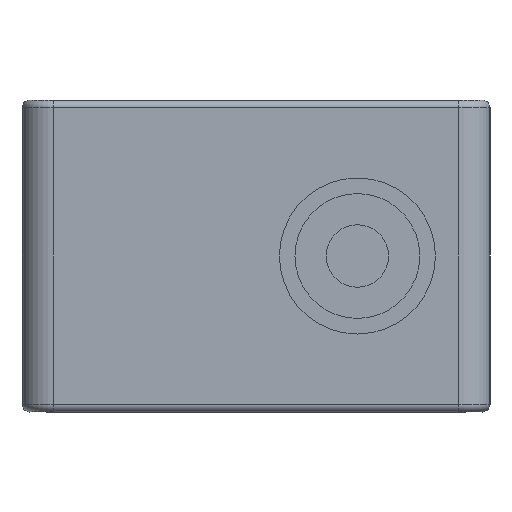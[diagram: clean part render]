
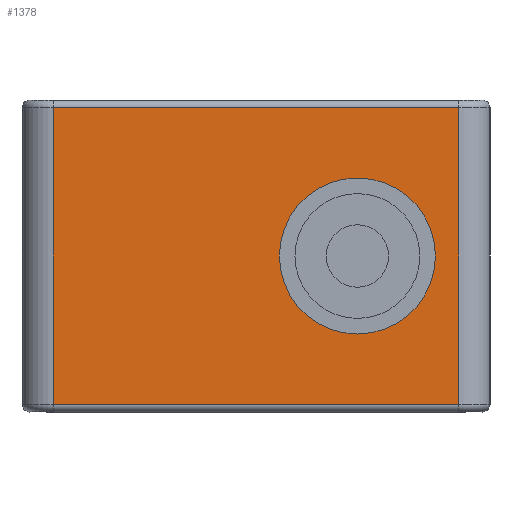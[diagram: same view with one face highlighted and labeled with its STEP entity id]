
A CAD part, left-side view. The second image highlights one B-rep face of the part: STEP entity #1378.
In plain terms, the highlighted planar face has unit normal (-1, 0, 0).
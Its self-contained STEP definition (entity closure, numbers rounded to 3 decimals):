
#395=DIRECTION('',(0.,-1.,0.));
#396=VECTOR('',#395,26.);
#397=CARTESIAN_POINT('',(-70.,13.,9.5));
#398=LINE('',#397,#396);
#402=DIRECTION('',(0.,0.,-1.));
#403=VECTOR('',#402,19.);
#404=CARTESIAN_POINT('',(-70.,-13.,9.5));
#405=LINE('',#404,#403);
#409=DIRECTION('',(0.,1.,0.));
#410=VECTOR('',#409,26.);
#411=CARTESIAN_POINT('',(-70.,-13.,-9.5));
#412=LINE('',#411,#410);
#416=DIRECTION('',(0.,0.,-1.));
#417=VECTOR('',#416,19.);
#418=CARTESIAN_POINT('',(-70.,13.,9.5));
#419=LINE('',#418,#417);
#423=CARTESIAN_POINT('',(-70.,-6.5,0.));
#424=DIRECTION('',(1.,0.,0.));
#425=DIRECTION('',(0.,1.,0.));
#426=AXIS2_PLACEMENT_3D('',#423,#424,#425);
#431=CARTESIAN_POINT('',(-70.,-6.5,0.));
#432=DIRECTION('',(1.,0.,0.));
#433=DIRECTION('',(0.,-1.,0.));
#434=AXIS2_PLACEMENT_3D('',#431,#432,#433);
#1001=CARTESIAN_POINT('',(-70.,13.,9.5));
#1002=CARTESIAN_POINT('',(-70.,-13.,9.5));
#1003=VERTEX_POINT('',#1001);
#1004=VERTEX_POINT('',#1002);
#1029=CARTESIAN_POINT('',(-70.,-13.,-9.5));
#1030=CARTESIAN_POINT('',(-70.,13.,-9.5));
#1031=VERTEX_POINT('',#1029);
#1032=VERTEX_POINT('',#1030);
#1107=CARTESIAN_POINT('',(-70.,-1.5,0.));
#1108=CARTESIAN_POINT('',(-70.,-11.5,0.));
#1109=VERTEX_POINT('',#1107);
#1110=VERTEX_POINT('',#1108);
#1361=CARTESIAN_POINT('',(-70.,15.,-10.));
#1362=DIRECTION('',(-1.,0.,0.));
#1363=DIRECTION('',(0.,-1.,0.));
#1364=AXIS2_PLACEMENT_3D('',#1361,#1362,#1363);
#1365=PLANE('',#1364);
#1366=ORIENTED_EDGE('',*,*,#1301,.T.);
#1367=ORIENTED_EDGE('',*,*,#1329,.T.);
#1368=ORIENTED_EDGE('',*,*,#1352,.T.);
#1369=ORIENTED_EDGE('',*,*,#1272,.F.);
#1370=EDGE_LOOP('',(#1366,#1367,#1368,#1369));
#1371=FACE_OUTER_BOUND('',#1370,.F.);
#1373=ORIENTED_EDGE('',*,*,#1372,.F.);
#1375=ORIENTED_EDGE('',*,*,#1374,.F.);
#1376=EDGE_LOOP('',(#1373,#1375));
#1377=FACE_BOUND('',#1376,.F.);
#1378=ADVANCED_FACE('',(#1371,#1377),#1365,.T.);
#427=CIRCLE('',#426,5.);
#435=CIRCLE('',#434,5.);
#1272=EDGE_CURVE('',#1003,#1032,#419,.T.);
#1301=EDGE_CURVE('',#1003,#1004,#398,.T.);
#1329=EDGE_CURVE('',#1004,#1031,#405,.T.);
#1352=EDGE_CURVE('',#1031,#1032,#412,.T.);
#1372=EDGE_CURVE('',#1109,#1110,#427,.T.);
#1374=EDGE_CURVE('',#1110,#1109,#435,.T.);
